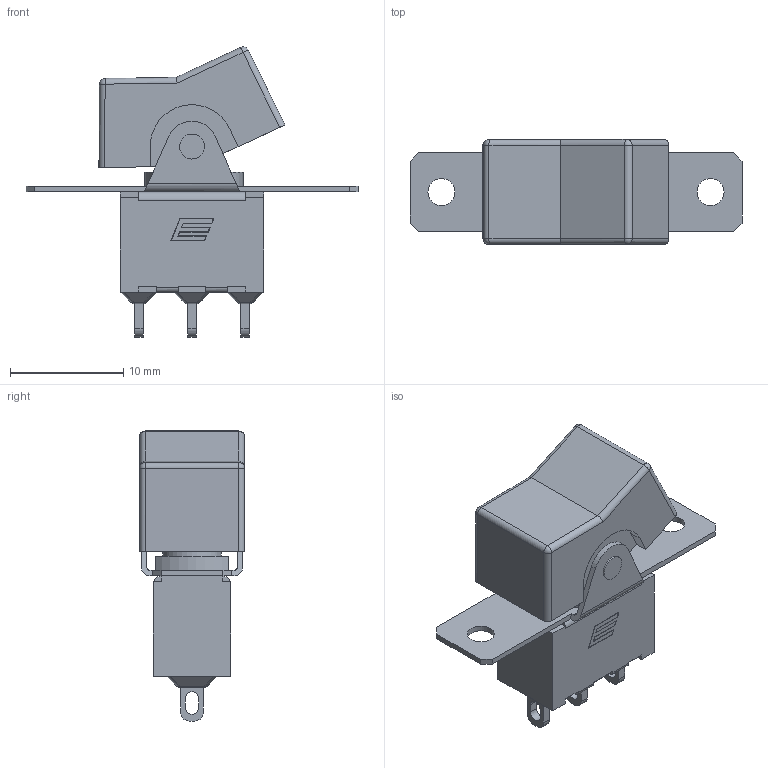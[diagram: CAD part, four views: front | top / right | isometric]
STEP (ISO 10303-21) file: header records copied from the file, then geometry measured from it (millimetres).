
FILE_DESCRIPTION((' '),'2;1');
FILE_NAME('300SPxR1xxxM1xE.stp','2017-07-21T09:32:09',(' '),(' '),' ','ACIS',' ');
FILE_SCHEMA(('CONFIG_CONTROL_DESIGN'));
Length unit declared in the file: inch
Products named in the file (1): 300SPxR1xxxM1xE.stp
Bounding box: 29.36 x 9.27 x 25.67 mm (x, y, z)
Volume: 1606.2 mm3; surface area: 2071.8 mm2
Topology: 1 solids, 5 shells, 264 faces, 662 edges, 414 vertices
Faces by surface type: plane 174, cylinder 74, sphere 16
Full cylindrical faces by diameter (mm): 2.2 x4, 2.39 x2, 3.2 x1, 5.2 x1
Entity records: 7807 total; most frequent: DIRECTION 1328, CARTESIAN_POINT 1323, ORIENTED_EDGE 1296, EDGE_CURVE 648, VECTOR 498, LINE 498, AXIS2_PLACEMENT_3D 415, VERTEX_POINT 410
